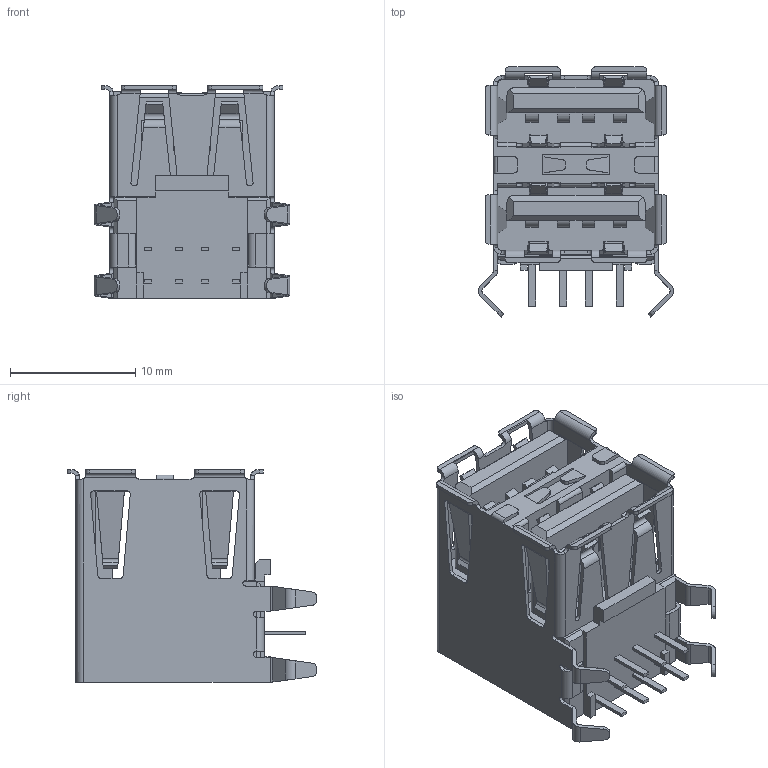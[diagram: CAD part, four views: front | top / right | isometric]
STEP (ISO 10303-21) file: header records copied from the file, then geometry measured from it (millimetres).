
FILE_DESCRIPTION((''),'2;1');
FILE_NAME('C-1903815-1','2011-07-28T',('workeradm'),(''),'PRO/ENGINEER BY PARAMETRIC TECHNOLOGY CORPORATION, 2010430','PRO/ENGINEER BY PARAMETRIC TECHNOLOGY CORPORATION, 2010430','');
FILE_SCHEMA(('AUTOMOTIVE_DESIGN { 1 0 10303 214 1 1 1 1 }'));
Length unit declared in the file: millimetre
Products named in the file (1): C-1903815-1
Bounding box: 15.6 x 19.92 x 16.96 mm (x, y, z)
Volume: 2425.8 mm3; surface area: 2644.7 mm2
Topology: 1 solids, 1 shells, 574 faces, 1629 edges, 1056 vertices
Faces by surface type: plane 370, cylinder 200, bspline 4
Entity records: 21732 total; most frequent: CARTESIAN_POINT 6787, ORIENTED_EDGE 3258, DIRECTION 2823, EDGE_CURVE 1629, VECTOR 1135, LINE 1135, VERTEX_POINT 1056, AXIS2_PLACEMENT_3D 844
